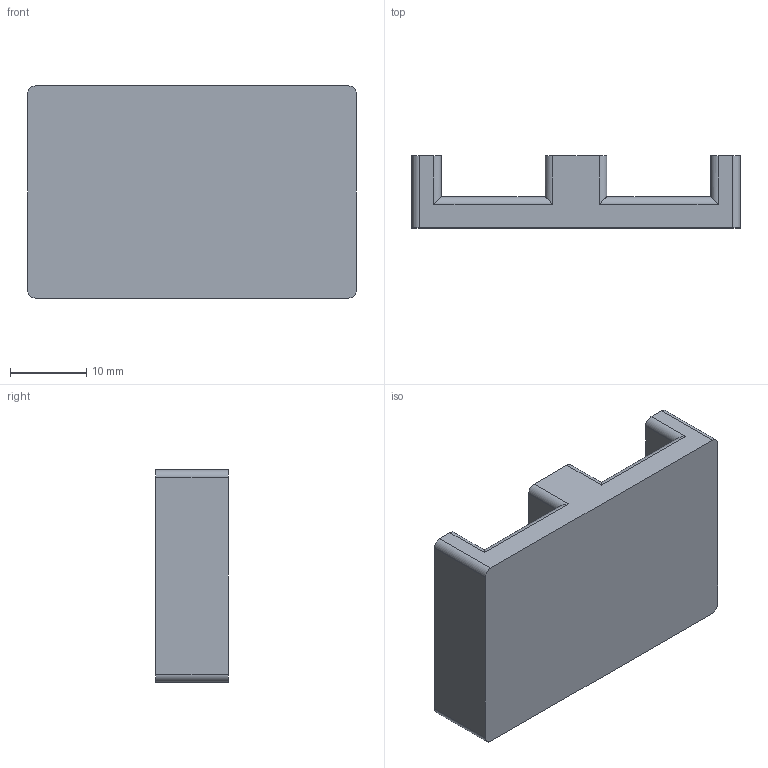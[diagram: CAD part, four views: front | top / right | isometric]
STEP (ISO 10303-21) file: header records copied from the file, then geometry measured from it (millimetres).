
FILE_DESCRIPTION (( 'STEP AP214' ), '1' );
FILE_NAME ('ELP43x10x18.STEP', '2019-03-27T07:00:43', ( '' ), ( '' ), 'SwSTEP 2.0', 'SolidWorks 2018', '' );
FILE_SCHEMA (( 'AUTOMOTIVE_DESIGN' ));
Length unit declared in the file: millimetre
Products named in the file (1): ELP43x10x18
Bounding box: 43.2 x 9.5 x 27.9 mm (x, y, z)
Volume: 7307.2 mm3; surface area: 4008.7 mm2
Topology: 1 solids, 1 shells, 30 faces, 76 edges, 48 vertices
Faces by surface type: cylinder 16, plane 14
Entity records: 1256 total; most frequent: CARTESIAN_POINT 179, ORIENTED_EDGE 152, DIRECTION 146, EDGE_CURVE 76, VECTOR 52, LINE 52, VERTEX_POINT 48, AXIS2_PLACEMENT_3D 47
